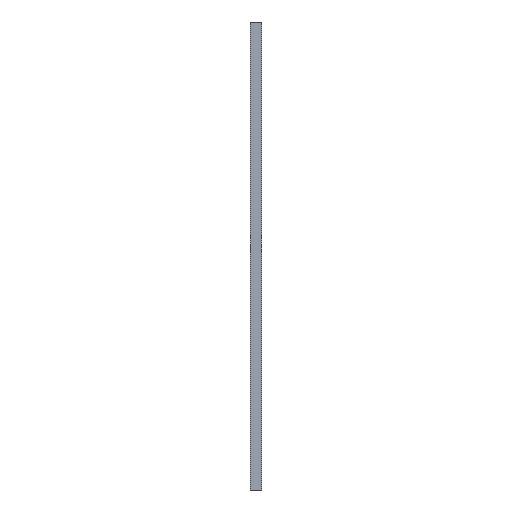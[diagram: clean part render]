
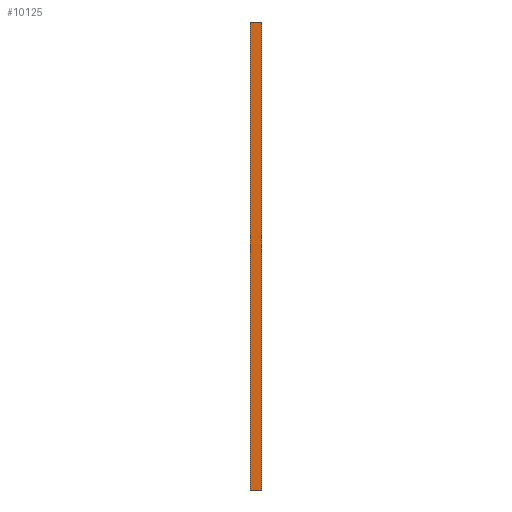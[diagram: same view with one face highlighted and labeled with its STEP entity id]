
A CAD part, left-side view. The second image highlights one B-rep face of the part: STEP entity #10125.
In plain terms, the highlighted planar face has unit normal (-1, 0, 0).
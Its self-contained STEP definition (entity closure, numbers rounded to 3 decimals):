
#445=PLANE('',#11193);
#865=FACE_OUTER_BOUND('',#1299,.T.);
#1299=EDGE_LOOP('',(#9465,#9466,#9467,#9468));
#2297=LINE('',#16987,#3223);
#2337=LINE('',#17220,#3263);
#2338=LINE('',#17223,#3264);
#2339=LINE('',#17224,#3265);
#3223=VECTOR('',#13877,10.);
#3263=VECTOR('',#14207,10.);
#3264=VECTOR('',#14210,10.);
#3265=VECTOR('',#14211,10.);
#4881=VERTEX_POINT('',#16984);
#4882=VERTEX_POINT('',#16986);
#4929=VERTEX_POINT('',#17216);
#4931=VERTEX_POINT('',#17222);
#6333=EDGE_CURVE('',#4881,#4882,#2297,.T.);
#6481=EDGE_CURVE('',#4929,#4882,#2337,.T.);
#6482=EDGE_CURVE('',#4931,#4929,#2338,.T.);
#6483=EDGE_CURVE('',#4931,#4881,#2339,.T.);
#9465=ORIENTED_EDGE('',*,*,#6482,.T.);
#9466=ORIENTED_EDGE('',*,*,#6481,.T.);
#9467=ORIENTED_EDGE('',*,*,#6333,.F.);
#9468=ORIENTED_EDGE('',*,*,#6483,.F.);
#10125=ADVANCED_FACE('',(#865),#445,.T.);
#11193=AXIS2_PLACEMENT_3D('',#17221,#14208,#14209);
#13877=DIRECTION('',(0.,0.,1.));
#14207=DIRECTION('',(0.,1.,0.));
#14208=DIRECTION('center_axis',(-1.,0.,0.));
#14209=DIRECTION('ref_axis',(0.,0.,1.));
#14210=DIRECTION('',(0.,0.,1.));
#14211=DIRECTION('',(0.,1.,0.));
#16984=CARTESIAN_POINT('',(0.,5.,-200.));
#16986=CARTESIAN_POINT('',(0.,5.,0.));
#16987=CARTESIAN_POINT('',(0.,5.,-200.));
#17216=CARTESIAN_POINT('',(0.,0.,0.));
#17220=CARTESIAN_POINT('',(0.,0.,0.));
#17221=CARTESIAN_POINT('Origin',(0.,0.,-200.));
#17222=CARTESIAN_POINT('',(0.,0.,-200.));
#17223=CARTESIAN_POINT('',(0.,0.,-200.));
#17224=CARTESIAN_POINT('',(0.,0.,-200.));
